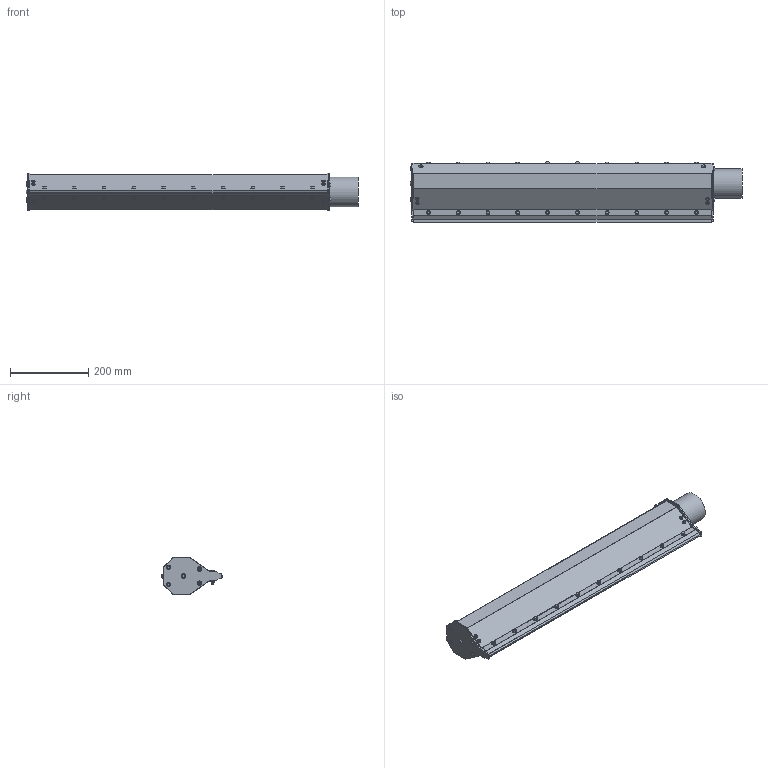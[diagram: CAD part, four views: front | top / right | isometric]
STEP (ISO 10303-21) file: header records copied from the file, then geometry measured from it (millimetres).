
FILE_DESCRIPTION(/* description */ (''),/* implementation_level */ '2;1');
FILE_NAME(/* name */ 'KAB0xxx30 DUMMY.stp',/* time_stamp */ '2018-02-19T09:44:15-05:00',/* author */ ('James'),/* organization */ (''),/* preprocessor_version */ 'ST-DEVELOPER v16.5',/* originating_system */ 'Autodesk Inventor 2017',/* authorisation */ '');
FILE_SCHEMA (('AUTOMOTIVE_DESIGN { 1 0 10303 214 3 1 1 }'));
Products named in the file (1): KAB0xxx30 DUMMY
Bounding box: 849.63 x 153.78 x 96.52 mm (x, y, z)
Volume: 6667041 mm3; surface area: 351839.4 mm2
Topology: 1 solids, 1 shells, 656 faces, 1413 edges, 914 vertices
Faces by surface type: plane 285, cylinder 160, cone 150, sphere 31, bspline 20, torus 10
Full cylindrical faces by diameter (mm): 7.6 x8, 8.5 x10, 9 x8, 9.5 x12, 10 x20, 10.135 x10, 10.5 x11, 11 x23, 76.2 x1
Entity records: 45435 total; most frequent: CARTESIAN_POINT 32239, DIRECTION 2690, ORIENTED_EDGE 2418, EDGE_CURVE 1209, AXIS2_PLACEMENT_3D 1164, EDGE_LOOP 954, VERTEX_POINT 853, FACE_OUTER_BOUND 656
